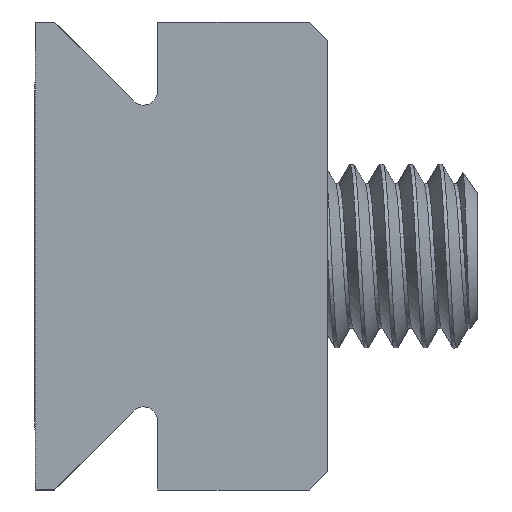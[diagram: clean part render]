
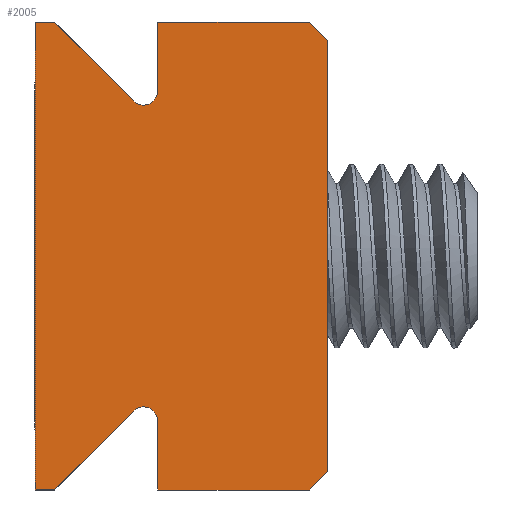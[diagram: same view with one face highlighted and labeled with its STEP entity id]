
A CAD part, left-side view. The second image highlights one B-rep face of the part: STEP entity #2005.
In plain terms, the highlighted face is planar.
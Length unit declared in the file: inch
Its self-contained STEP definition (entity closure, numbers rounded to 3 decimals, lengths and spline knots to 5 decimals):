
#159 = DIRECTION ( 'NONE',  ( 0., 0., -1. ) ) ;
#496 = ORIENTED_EDGE ( 'NONE', *, *, #7574, .F. ) ;
#541 = CARTESIAN_POINT ( 'NONE',  ( 1.944, -0.23031, -0.182 ) ) ;
#630 = CARTESIAN_POINT ( 'NONE',  ( 1.944, 0.17621, 0. ) ) ;
#653 = VECTOR ( 'NONE', #3917, 39.37008 ) ;
#698 = DIRECTION ( 'NONE',  ( 0., 0., 1. ) ) ;
#709 = CARTESIAN_POINT ( 'NONE',  ( 1.944, 0.25, 0. ) ) ;
#740 = VERTEX_POINT ( 'NONE', #630 ) ;
#742 = LINE ( 'NONE', #1350, #9187 ) ;
#770 = EDGE_CURVE ( 'NONE', #7635, #2778, #8376, .T. ) ;
#859 = DIRECTION ( 'NONE',  ( 0., 1., 0. ) ) ;
#911 = DIRECTION ( 'NONE',  ( -1., 0., 0. ) ) ;
#1079 = DIRECTION ( 'NONE',  ( 0., -0.707, 0.707 ) ) ;
#1109 = CARTESIAN_POINT ( 'NONE',  ( 1.944, -0.25, 0.11 ) ) ;
#1121 = VERTEX_POINT ( 'NONE', #4376 ) ;
#1142 = CARTESIAN_POINT ( 'NONE',  ( 1.944, -0.23031, -0.182 ) ) ;
#1193 = CARTESIAN_POINT ( 'NONE',  ( 1.944, 0.16561, 0.02561 ) ) ;
#1229 = CARTESIAN_POINT ( 'NONE',  ( 1.944, -0.25, 0. ) ) ;
#1238 = DIRECTION ( 'NONE',  ( -1., 0., 0. ) ) ;
#1350 = CARTESIAN_POINT ( 'NONE',  ( 1.944, -0.25, 0. ) ) ;
#1469 = CIRCLE ( 'NONE', #3095, 0.015 ) ;
#1569 = VERTEX_POINT ( 'NONE', #1109 ) ;
#1956 = ORIENTED_EDGE ( 'NONE', *, *, #7048, .F. ) ;
#2005 = ADVANCED_FACE ( 'NONE', ( #8936 ), #5039, .T. ) ;
#2148 = DIRECTION ( 'NONE',  ( 0., 0., -1. ) ) ;
#2542 = CARTESIAN_POINT ( 'NONE',  ( 1.944, -0.25, 0. ) ) ;
#2544 = ORIENTED_EDGE ( 'NONE', *, *, #9880, .F. ) ;
#2576 = VECTOR ( 'NONE', #1079, 39.37008 ) ;
#2671 = CARTESIAN_POINT ( 'NONE',  ( 1.944, -0.25, -0.16231 ) ) ;
#2690 = VERTEX_POINT ( 'NONE', #2671 ) ;
#2778 = VERTEX_POINT ( 'NONE', #5255 ) ;
#2817 = EDGE_CURVE ( 'NONE', #4728, #2778, #742, .T. ) ;
#2848 = ORIENTED_EDGE ( 'NONE', *, *, #9973, .F. ) ;
#2859 = DIRECTION ( 'NONE',  ( 1., 0., 0. ) ) ;
#2890 = VECTOR ( 'NONE', #7086, 39.37008 ) ;
#3095 = AXIS2_PLACEMENT_3D ( 'NONE', #7852, #911, #159 ) ;
#3123 = DIRECTION ( 'NONE',  ( 0., -0.707, 0.707 ) ) ;
#3200 = CARTESIAN_POINT ( 'NONE',  ( 1.944, 0.25, 0.11 ) ) ;
#3232 = LINE ( 'NONE', #4598, #7299 ) ;
#3697 = VECTOR ( 'NONE', #3123, 39.37008 ) ;
#3813 = ORIENTED_EDGE ( 'NONE', *, *, #4978, .F. ) ;
#3814 = LINE ( 'NONE', #5434, #653 ) ;
#3836 = DIRECTION ( 'NONE',  ( 0., 1., 0. ) ) ;
#3910 = CARTESIAN_POINT ( 'NONE',  ( 1.944, 0.14, 0. ) ) ;
#3917 = DIRECTION ( 'NONE',  ( 0., 0., -1. ) ) ;
#4026 = AXIS2_PLACEMENT_3D ( 'NONE', #9083, #1238, #2148 ) ;
#4125 = DIRECTION ( 'NONE',  ( 0., 0., 1. ) ) ;
#4168 = VERTEX_POINT ( 'NONE', #1193 ) ;
#4227 = CARTESIAN_POINT ( 'NONE',  ( 1.944, 0.25, 0.11 ) ) ;
#4319 = ORIENTED_EDGE ( 'NONE', *, *, #6698, .F. ) ;
#4376 = CARTESIAN_POINT ( 'NONE',  ( 1.944, 0.25, 0.1305 ) ) ;
#4432 = VERTEX_POINT ( 'NONE', #7111 ) ;
#4482 = CARTESIAN_POINT ( 'NONE',  ( 1.944, -0.16561, 0.02561 ) ) ;
#4538 = CARTESIAN_POINT ( 'NONE',  ( 1.944, 0.25, 0.1305 ) ) ;
#4598 = CARTESIAN_POINT ( 'NONE',  ( 1.944, -0.25, 0.11 ) ) ;
#4721 = CARTESIAN_POINT ( 'NONE',  ( 1.944, 0.25, -0.16231 ) ) ;
#4728 = VERTEX_POINT ( 'NONE', #1229 ) ;
#4876 = LINE ( 'NONE', #2542, #6628 ) ;
#4899 = DIRECTION ( 'NONE',  ( 0., -1., 0. ) ) ;
#4978 = EDGE_CURVE ( 'NONE', #8694, #4168, #7964, .T. ) ;
#5039 = PLANE ( 'NONE',  #6982 ) ;
#5163 = VECTOR ( 'NONE', #4899, 39.37008 ) ;
#5255 = CARTESIAN_POINT ( 'NONE',  ( 1.944, -0.17621, 0. ) ) ;
#5434 = CARTESIAN_POINT ( 'NONE',  ( 1.944, 0.25, 0. ) ) ;
#5668 = EDGE_CURVE ( 'NONE', #1569, #8481, #3232, .T. ) ;
#5705 = ORIENTED_EDGE ( 'NONE', *, *, #6030, .F. ) ;
#5930 = DIRECTION ( 'NONE',  ( 0., -0.707, -0.707 ) ) ;
#5994 = CARTESIAN_POINT ( 'NONE',  ( 1.944, -0.25, 0.1305 ) ) ;
#6030 = EDGE_CURVE ( 'NONE', #1121, #8694, #7680, .T. ) ;
#6184 = LINE ( 'NONE', #3910, #7490 ) ;
#6488 = ORIENTED_EDGE ( 'NONE', *, *, #5668, .F. ) ;
#6509 = VERTEX_POINT ( 'NONE', #4721 ) ;
#6560 = EDGE_CURVE ( 'NONE', #6951, #6509, #3814, .T. ) ;
#6605 = DIRECTION ( 'NONE',  ( 0., 0., -1. ) ) ;
#6628 = VECTOR ( 'NONE', #4125, 39.37008 ) ;
#6698 = EDGE_CURVE ( 'NONE', #2690, #4728, #4876, .T. ) ;
#6827 = VECTOR ( 'NONE', #5930, 39.37008 ) ;
#6951 = VERTEX_POINT ( 'NONE', #709 ) ;
#6982 = AXIS2_PLACEMENT_3D ( 'NONE', #9033, #2859, #6605 ) ;
#6994 = DIRECTION ( 'NONE',  ( 0., -0.707, -0.707 ) ) ;
#7048 = EDGE_CURVE ( 'NONE', #8481, #1121, #8549, .T. ) ;
#7086 = DIRECTION ( 'NONE',  ( 0., 1., 0. ) ) ;
#7111 = CARTESIAN_POINT ( 'NONE',  ( 1.944, 0.23031, -0.182 ) ) ;
#7204 = ORIENTED_EDGE ( 'NONE', *, *, #8240, .F. ) ;
#7216 = CARTESIAN_POINT ( 'NONE',  ( 1.944, -0.25, -0.16231 ) ) ;
#7239 = CARTESIAN_POINT ( 'NONE',  ( 1.944, -0.25, 0.1305 ) ) ;
#7265 = ORIENTED_EDGE ( 'NONE', *, *, #7840, .F. ) ;
#7299 = VECTOR ( 'NONE', #698, 39.37008 ) ;
#7412 = LINE ( 'NONE', #9735, #6827 ) ;
#7490 = VECTOR ( 'NONE', #859, 39.37008 ) ;
#7574 = EDGE_CURVE ( 'NONE', #4432, #9543, #8084, .T. ) ;
#7635 = VERTEX_POINT ( 'NONE', #4482 ) ;
#7680 = LINE ( 'NONE', #4538, #8756 ) ;
#7840 = EDGE_CURVE ( 'NONE', #9543, #2690, #9438, .T. ) ;
#7852 = CARTESIAN_POINT ( 'NONE',  ( 1.944, 0.17621, 0.015 ) ) ;
#7964 = LINE ( 'NONE', #3200, #9862 ) ;
#8084 = LINE ( 'NONE', #1142, #5163 ) ;
#8240 = EDGE_CURVE ( 'NONE', #7635, #1569, #8631, .T. ) ;
#8376 = CIRCLE ( 'NONE', #4026, 0.015 ) ;
#8481 = VERTEX_POINT ( 'NONE', #5994 ) ;
#8531 = CARTESIAN_POINT ( 'NONE',  ( 1.944, -0.14, 0. ) ) ;
#8549 = LINE ( 'NONE', #7239, #2890 ) ;
#8631 = LINE ( 'NONE', #8531, #3697 ) ;
#8694 = VERTEX_POINT ( 'NONE', #4227 ) ;
#8735 = ORIENTED_EDGE ( 'NONE', *, *, #9130, .T. ) ;
#8756 = VECTOR ( 'NONE', #9332, 39.37008 ) ;
#8936 = FACE_OUTER_BOUND ( 'NONE', #9214, .T. ) ;
#8961 = ORIENTED_EDGE ( 'NONE', *, *, #770, .T. ) ;
#9033 = CARTESIAN_POINT ( 'NONE',  ( 1.944, 0., 0. ) ) ;
#9083 = CARTESIAN_POINT ( 'NONE',  ( 1.944, -0.17621, 0.015 ) ) ;
#9130 = EDGE_CURVE ( 'NONE', #740, #4168, #1469, .T. ) ;
#9187 = VECTOR ( 'NONE', #3836, 39.37008 ) ;
#9214 = EDGE_LOOP ( 'NONE', ( #9696, #2848, #8735, #3813, #5705, #1956, #6488, #7204, #8961, #9446, #4319, #7265, #496, #2544 ) ) ;
#9332 = DIRECTION ( 'NONE',  ( 0., 0., -1. ) ) ;
#9438 = LINE ( 'NONE', #7216, #2576 ) ;
#9446 = ORIENTED_EDGE ( 'NONE', *, *, #2817, .F. ) ;
#9543 = VERTEX_POINT ( 'NONE', #541 ) ;
#9696 = ORIENTED_EDGE ( 'NONE', *, *, #6560, .F. ) ;
#9735 = CARTESIAN_POINT ( 'NONE',  ( 1.944, 0.23031, -0.182 ) ) ;
#9862 = VECTOR ( 'NONE', #6994, 39.37008 ) ;
#9880 = EDGE_CURVE ( 'NONE', #6509, #4432, #7412, .T. ) ;
#9973 = EDGE_CURVE ( 'NONE', #740, #6951, #6184, .T. ) ;
